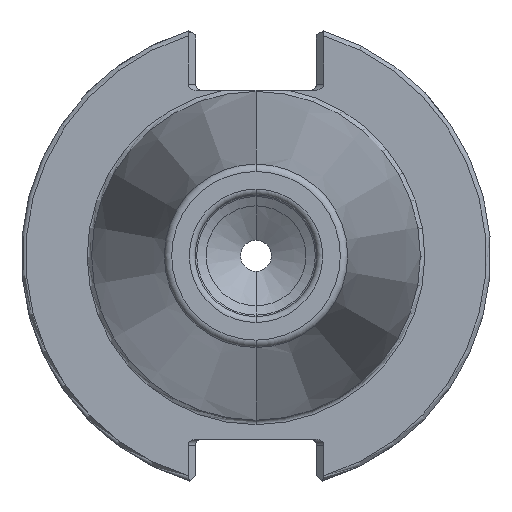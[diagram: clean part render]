
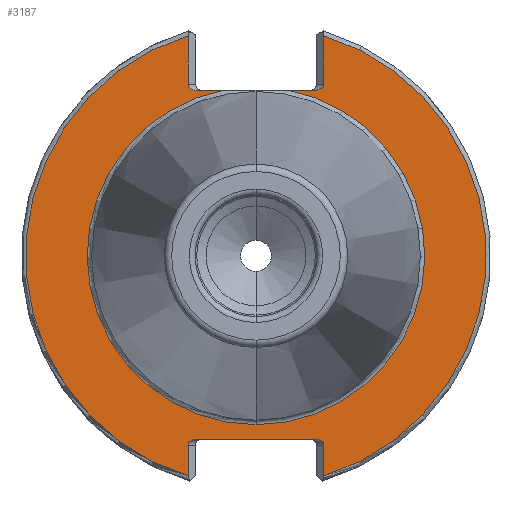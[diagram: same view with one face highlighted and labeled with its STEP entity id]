
A CAD part, left-side view. The second image highlights one B-rep face of the part: STEP entity #3187.
In plain terms, the highlighted planar face has unit normal (-1, 0, 0).
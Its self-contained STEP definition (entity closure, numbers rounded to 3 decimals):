
#66 = VERTEX_POINT ( 'NONE', #4674 ) ;
#71 =( BOUNDED_CURVE ( )  B_SPLINE_CURVE ( 3, ( #377, #4842, #1512, #819 ),
 .UNSPECIFIED., .F., .F. ) 
 B_SPLINE_CURVE_WITH_KNOTS ( ( 4, 4 ),
 ( 4.712, 6.283 ),
 .UNSPECIFIED. ) 
 CURVE ( )  GEOMETRIC_REPRESENTATION_ITEM ( )  RATIONAL_B_SPLINE_CURVE ( ( 1., 0.805, 0.805, 1. ) ) 
 REPRESENTATION_ITEM ( '' )  );
#77 = DIRECTION ( 'NONE',  ( 0., 0., 1. ) ) ;
#78 = AXIS2_PLACEMENT_3D ( 'NONE', #4984, #2496, #77 ) ;
#98 = CARTESIAN_POINT ( 'NONE',  ( 3.175, 9.18, -25.6 ) ) ;
#173 = ORIENTED_EDGE ( 'NONE', *, *, #821, .T. ) ;
#191 = EDGE_CURVE ( 'NONE', #4071, #4010, #2118, .T. ) ;
#255 = CARTESIAN_POINT ( 'NONE',  ( 3.175, -9.18, -24.8 ) ) ;
#264 = VECTOR ( 'NONE', #3966, 1000. ) ;
#302 = VERTEX_POINT ( 'NONE', #3199 ) ;
#305 = ORIENTED_EDGE ( 'NONE', *, *, #5034, .T. ) ;
#377 = CARTESIAN_POINT ( 'NONE',  ( 3.175, -8.049, -24.8 ) ) ;
#399 = LINE ( 'NONE', #4328, #1316 ) ;
#486 = ORIENTED_EDGE ( 'NONE', *, *, #3088, .T. ) ;
#510 = EDGE_CURVE ( 'NONE', #4815, #1298, #5132, .T. ) ;
#530 = VECTOR ( 'NONE', #1664, 1000. ) ;
#553 = DIRECTION ( 'NONE',  ( -1., 0., 0. ) ) ;
#598 = ORIENTED_EDGE ( 'NONE', *, *, #632, .T. ) ;
#608 = LINE ( 'NONE', #255, #2775 ) ;
#632 = EDGE_CURVE ( 'NONE', #4154, #3421, #71, .T. ) ;
#721 = VERTEX_POINT ( 'NONE', #4796 ) ;
#747 = ORIENTED_EDGE ( 'NONE', *, *, #3773, .F. ) ;
#753 = DIRECTION ( 'NONE',  ( 0., 0., 1. ) ) ;
#790 = EDGE_CURVE ( 'NONE', #4010, #3579, #4494, .T. ) ;
#793 = PLANE ( 'NONE',  #2604 ) ;
#819 = CARTESIAN_POINT ( 'NONE',  ( 3.175, -9.18, -25.6 ) ) ;
#821 = EDGE_CURVE ( 'NONE', #2312, #2207, #2141, .T. ) ;
#823 = ORIENTED_EDGE ( 'NONE', *, *, #3316, .T. ) ;
#838 = VERTEX_POINT ( 'NONE', #3079 ) ;
#913 = ORIENTED_EDGE ( 'NONE', *, *, #1790, .F. ) ;
#1025 = ORIENTED_EDGE ( 'NONE', *, *, #191, .T. ) ;
#1108 = CARTESIAN_POINT ( 'NONE',  ( 3.175, 8.049, 22.4 ) ) ;
#1124 = CARTESIAN_POINT ( 'NONE',  ( 3.175, 9.18, 23.2 ) ) ;
#1171 = DIRECTION ( 'NONE',  ( -1., 0., 0. ) ) ;
#1187 = DIRECTION ( 'NONE',  ( 1., 0., 0. ) ) ;
#1227 = ORIENTED_EDGE ( 'NONE', *, *, #790, .T. ) ;
#1292 = ORIENTED_EDGE ( 'NONE', *, *, #3419, .F. ) ;
#1298 = VERTEX_POINT ( 'NONE', #4896 ) ;
#1316 = VECTOR ( 'NONE', #3283, 1000. ) ;
#1341 = ORIENTED_EDGE ( 'NONE', *, *, #510, .F. ) ;
#1365 = CARTESIAN_POINT ( 'NONE',  ( 3.175, 9.18, -31.75 ) ) ;
#1470 = ORIENTED_EDGE ( 'NONE', *, *, #4831, .T. ) ;
#1512 = CARTESIAN_POINT ( 'NONE',  ( 3.175, -9.18, -25.131 ) ) ;
#1664 = DIRECTION ( 'NONE',  ( 0., 1., 0. ) ) ;
#1672 = AXIS2_PLACEMENT_3D ( 'NONE', #2992, #553, #3408 ) ;
#1743 = LINE ( 'NONE', #3158, #2733 ) ;
#1756 = EDGE_LOOP ( 'NONE', ( #173, #305, #486, #598, #747, #823, #913, #1025, #1227, #1292, #1341, #1470, #2512, #2442, #2635 ) ) ;
#1790 = EDGE_CURVE ( 'NONE', #4071, #838, #399, .T. ) ;
#1816 = CARTESIAN_POINT ( 'NONE',  ( 3.175, 8.049, -24.8 ) ) ;
#1830 = DIRECTION ( 'NONE',  ( 0., -1., 0. ) ) ;
#1836 = CARTESIAN_POINT ( 'NONE',  ( 3.175, -8.711, 22.4 ) ) ;
#1853 = CARTESIAN_POINT ( 'NONE',  ( 3.175, -9.18, 22.731 ) ) ;
#1961 = CARTESIAN_POINT ( 'NONE',  ( 3.175, 22.825, 0. ) ) ;
#1996 = CARTESIAN_POINT ( 'NONE',  ( 3.175, -9.18, -31.75 ) ) ;
#2010 = VECTOR ( 'NONE', #753, 1000. ) ;
#2081 = CARTESIAN_POINT ( 'NONE',  ( 3.175, 22.825, 22.4 ) ) ;
#2111 = CIRCLE ( 'NONE', #78, 31.15 ) ;
#2118 =( BOUNDED_CURVE ( )  B_SPLINE_CURVE ( 3, ( #2183, #1853, #1836, #2254 ),
 .UNSPECIFIED., .F., .T. ) 
 B_SPLINE_CURVE_WITH_KNOTS ( ( 4, 4 ),
 ( 3.142, 4.712 ),
 .UNSPECIFIED. ) 
 CURVE ( )  GEOMETRIC_REPRESENTATION_ITEM ( )  RATIONAL_B_SPLINE_CURVE ( ( 1., 0.805, 0.805, 1. ) ) 
 REPRESENTATION_ITEM ( '' )  );
#2141 = LINE ( 'NONE', #1365, #2010 ) ;
#2150 = CARTESIAN_POINT ( 'NONE',  ( 3.175, -9.18, 23.2 ) ) ;
#2174 = CARTESIAN_POINT ( 'NONE',  ( 3.175, 9.18, -29.767 ) ) ;
#2183 = CARTESIAN_POINT ( 'NONE',  ( 3.175, -9.18, 23.2 ) ) ;
#2207 = VERTEX_POINT ( 'NONE', #98 ) ;
#2209 = CARTESIAN_POINT ( 'NONE',  ( 3.175, 9.18, -25.6 ) ) ;
#2254 = CARTESIAN_POINT ( 'NONE',  ( 3.175, -8.049, 22.4 ) ) ;
#2312 = VERTEX_POINT ( 'NONE', #2174 ) ;
#2413 = DIRECTION ( 'NONE',  ( 0., 0., 1. ) ) ;
#2416 = CARTESIAN_POINT ( 'NONE',  ( 3.175, 9.18, 23.2 ) ) ;
#2442 = ORIENTED_EDGE ( 'NONE', *, *, #2595, .F. ) ;
#2496 = DIRECTION ( 'NONE',  ( -1., 0., 0. ) ) ;
#2512 = ORIENTED_EDGE ( 'NONE', *, *, #4282, .T. ) ;
#2553 = VERTEX_POINT ( 'NONE', #2416 ) ;
#2595 = EDGE_CURVE ( 'NONE', #302, #2553, #1743, .T. ) ;
#2604 = AXIS2_PLACEMENT_3D ( 'NONE', #1961, #1187, #4080 ) ;
#2625 = FACE_OUTER_BOUND ( 'NONE', #1756, .T. ) ;
#2635 = ORIENTED_EDGE ( 'NONE', *, *, #4657, .T. ) ;
#2733 = VECTOR ( 'NONE', #4005, 1000. ) ;
#2775 = VECTOR ( 'NONE', #1830, 1000. ) ;
#2910 = VECTOR ( 'NONE', #2413, 1000. ) ;
#2992 = CARTESIAN_POINT ( 'NONE',  ( 3.175, 0., 0. ) ) ;
#3079 = CARTESIAN_POINT ( 'NONE',  ( 3.175, -9.18, 29.767 ) ) ;
#3084 =( BOUNDED_CURVE ( )  B_SPLINE_CURVE ( 3, ( #2209, #3908, #4317, #1816 ),
 .UNSPECIFIED., .F., .F. ) 
 B_SPLINE_CURVE_WITH_KNOTS ( ( 4, 4 ),
 ( 3.142, 4.712 ),
 .UNSPECIFIED. ) 
 CURVE ( )  GEOMETRIC_REPRESENTATION_ITEM ( )  RATIONAL_B_SPLINE_CURVE ( ( 1., 0.805, 0.805, 1. ) ) 
 REPRESENTATION_ITEM ( '' )  );
#3088 = EDGE_CURVE ( 'NONE', #66, #4154, #608, .T. ) ;
#3158 = CARTESIAN_POINT ( 'NONE',  ( 3.175, 9.18, 0. ) ) ;
#3162 = DIRECTION ( 'NONE',  ( 0., 0., 1. ) ) ;
#3178 = CARTESIAN_POINT ( 'NONE',  ( 3.175, 8.711, 22.4 ) ) ;
#3187 = ADVANCED_FACE ( 'NONE', ( #2625 ), #793, .F. ) ;
#3199 = CARTESIAN_POINT ( 'NONE',  ( 3.175, 9.18, 29.767 ) ) ;
#3222 = CIRCLE ( 'NONE', #4712, 31.15 ) ;
#3276 = VERTEX_POINT ( 'NONE', #4946 ) ;
#3283 = DIRECTION ( 'NONE',  ( 0., 0., 1. ) ) ;
#3316 = EDGE_CURVE ( 'NONE', #3276, #838, #2111, .T. ) ;
#3408 = DIRECTION ( 'NONE',  ( 0., 0., 1. ) ) ;
#3419 = EDGE_CURVE ( 'NONE', #1298, #3579, #3951, .T. ) ;
#3421 = VERTEX_POINT ( 'NONE', #5049 ) ;
#3507 = CARTESIAN_POINT ( 'NONE',  ( 3.175, 22.825, 22.4 ) ) ;
#3579 = VERTEX_POINT ( 'NONE', #3922 ) ;
#3610 = CARTESIAN_POINT ( 'NONE',  ( 3.175, 9.18, 22.731 ) ) ;
#3656 = CARTESIAN_POINT ( 'NONE',  ( 3.175, 0., 0. ) ) ;
#3701 = LINE ( 'NONE', #2081, #530 ) ;
#3773 = EDGE_CURVE ( 'NONE', #3276, #3421, #5089, .T. ) ;
#3908 = CARTESIAN_POINT ( 'NONE',  ( 3.175, 9.18, -25.131 ) ) ;
#3922 = CARTESIAN_POINT ( 'NONE',  ( 3.175, -4.384, 22.4 ) ) ;
#3951 = CIRCLE ( 'NONE', #1672, 22.825 ) ;
#3966 = DIRECTION ( 'NONE',  ( 0., 1., 0. ) ) ;
#4005 = DIRECTION ( 'NONE',  ( 0., 0., -1. ) ) ;
#4010 = VERTEX_POINT ( 'NONE', #4223 ) ;
#4032 = AXIS2_PLACEMENT_3D ( 'NONE', #4773, #4756, #3162 ) ;
#4048 =( BOUNDED_CURVE ( )  B_SPLINE_CURVE ( 3, ( #1108, #3178, #3610, #1124 ),
 .UNSPECIFIED., .F., .F. ) 
 B_SPLINE_CURVE_WITH_KNOTS ( ( 4, 4 ),
 ( 4.712, 6.283 ),
 .UNSPECIFIED. ) 
 CURVE ( )  GEOMETRIC_REPRESENTATION_ITEM ( )  RATIONAL_B_SPLINE_CURVE ( ( 1., 0.805, 0.805, 1. ) ) 
 REPRESENTATION_ITEM ( '' )  );
#4070 = DIRECTION ( 'NONE',  ( 0., 0., 1. ) ) ;
#4071 = VERTEX_POINT ( 'NONE', #2150 ) ;
#4080 = DIRECTION ( 'NONE',  ( 0., 0., -1. ) ) ;
#4154 = VERTEX_POINT ( 'NONE', #4269 ) ;
#4223 = CARTESIAN_POINT ( 'NONE',  ( 3.175, -8.049, 22.4 ) ) ;
#4269 = CARTESIAN_POINT ( 'NONE',  ( 3.175, -8.049, -24.8 ) ) ;
#4282 = EDGE_CURVE ( 'NONE', #721, #2553, #4048, .T. ) ;
#4317 = CARTESIAN_POINT ( 'NONE',  ( 3.175, 8.711, -24.8 ) ) ;
#4328 = CARTESIAN_POINT ( 'NONE',  ( 3.175, -9.18, 0. ) ) ;
#4494 = LINE ( 'NONE', #3507, #264 ) ;
#4572 = CARTESIAN_POINT ( 'NONE',  ( 3.175, 4.384, 22.4 ) ) ;
#4657 = EDGE_CURVE ( 'NONE', #302, #2312, #3222, .T. ) ;
#4674 = CARTESIAN_POINT ( 'NONE',  ( 3.175, 8.049, -24.8 ) ) ;
#4712 = AXIS2_PLACEMENT_3D ( 'NONE', #3656, #1171, #4070 ) ;
#4756 = DIRECTION ( 'NONE',  ( -1., 0., 0. ) ) ;
#4773 = CARTESIAN_POINT ( 'NONE',  ( 3.175, 0., 0. ) ) ;
#4796 = CARTESIAN_POINT ( 'NONE',  ( 3.175, 8.049, 22.4 ) ) ;
#4815 = VERTEX_POINT ( 'NONE', #4572 ) ;
#4831 = EDGE_CURVE ( 'NONE', #4815, #721, #3701, .T. ) ;
#4842 = CARTESIAN_POINT ( 'NONE',  ( 3.175, -8.711, -24.8 ) ) ;
#4896 = CARTESIAN_POINT ( 'NONE',  ( 3.175, 0., -22.825 ) ) ;
#4946 = CARTESIAN_POINT ( 'NONE',  ( 3.175, -9.18, -29.767 ) ) ;
#4984 = CARTESIAN_POINT ( 'NONE',  ( 3.175, 0., 0. ) ) ;
#5034 = EDGE_CURVE ( 'NONE', #2207, #66, #3084, .T. ) ;
#5049 = CARTESIAN_POINT ( 'NONE',  ( 3.175, -9.18, -25.6 ) ) ;
#5089 = LINE ( 'NONE', #1996, #2910 ) ;
#5132 = CIRCLE ( 'NONE', #4032, 22.825 ) ;
